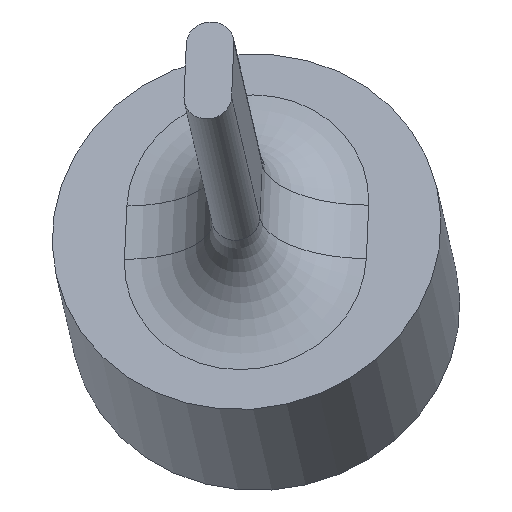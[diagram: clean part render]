
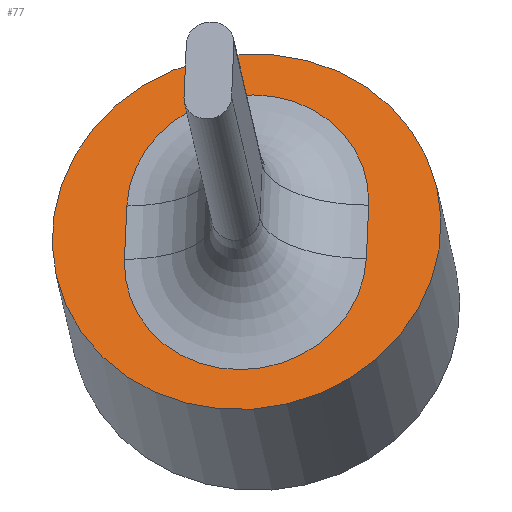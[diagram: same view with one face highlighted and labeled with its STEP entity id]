
A CAD part, top view. The second image highlights one B-rep face of the part: STEP entity #77.
In plain terms, the highlighted planar face has unit normal (-0.096, 0.413, 0.906).
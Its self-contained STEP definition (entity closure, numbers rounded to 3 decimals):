
#77 = ADVANCED_FACE( '', ( #93, #94 ), #95, .F. );
#93 = FACE_OUTER_BOUND( '', #120, .T. );
#94 = FACE_BOUND( '', #121, .T. );
#95 = PLANE( '', #122 );
#120 = EDGE_LOOP( '', ( #157, #158 ) );
#121 = EDGE_LOOP( '', ( #159, #160, #161, #162 ) );
#122 = AXIS2_PLACEMENT_3D( '', #163, #164, #165 );
#157 = ORIENTED_EDGE( '', *, *, #242, .F. );
#158 = ORIENTED_EDGE( '', *, *, #243, .F. );
#159 = ORIENTED_EDGE( '', *, *, #244, .F. );
#160 = ORIENTED_EDGE( '', *, *, #238, .F. );
#161 = ORIENTED_EDGE( '', *, *, #245, .F. );
#162 = ORIENTED_EDGE( '', *, *, #246, .F. );
#163 = CARTESIAN_POINT( '', ( 84.118, -360.442, -791.294 ) );
#164 = DIRECTION( '', ( 0.096, -0.413, -0.906 ) );
#165 = DIRECTION( '', ( 0., -0.91, 0.415 ) );
#238 = EDGE_CURVE( '', #268, #269, #270, .T. );
#242 = EDGE_CURVE( '', #275, #276, #277, .T. );
#243 = EDGE_CURVE( '', #276, #275, #278, .T. );
#244 = EDGE_CURVE( '', #269, #279, #280, .T. );
#245 = EDGE_CURVE( '', #281, #268, #282, .T. );
#246 = EDGE_CURVE( '', #279, #281, #283, .T. );
#268 = VERTEX_POINT( '', #312 );
#269 = VERTEX_POINT( '', #313 );
#270 = LINE( '', #314, #315 );
#275 = VERTEX_POINT( '', #321 );
#276 = VERTEX_POINT( '', #322 );
#277 = CIRCLE( '', #323, 20. );
#278 = CIRCLE( '', #324, 20. );
#279 = VERTEX_POINT( '', #325 );
#280 = CIRCLE( '', #326, 12.45 );
#281 = VERTEX_POINT( '', #327 );
#282 = CIRCLE( '', #328, 12.45 );
#283 = LINE( '', #329, #330 );
#312 = CARTESIAN_POINT( '', ( 5479.682, -758.791, -36.273 ) );
#313 = CARTESIAN_POINT( '', ( 5479.92, -753.325, -38.737 ) );
#314 = CARTESIAN_POINT( '', ( 5479.928, -753.138, -38.822 ) );
#315 = VECTOR( '', #364, 1000. );
#321 = CARTESIAN_POINT( '', ( 5447.944, -760.602, -38.822 ) );
#322 = CARTESIAN_POINT( '', ( 5486.897, -751.511, -38.822 ) );
#323 = AXIS2_PLACEMENT_3D( '', #372, #373, #374 );
#324 = AXIS2_PLACEMENT_3D( '', #375, #376, #377 );
#325 = CARTESIAN_POINT( '', ( 5455.155, -753.414, -41.329 ) );
#326 = AXIS2_PLACEMENT_3D( '', #378, #379, #380 );
#327 = CARTESIAN_POINT( '', ( 5454.917, -758.879, -38.865 ) );
#328 = AXIS2_PLACEMENT_3D( '', #381, #382, #383 );
#329 = CARTESIAN_POINT( '', ( 5454.913, -758.976, -38.822 ) );
#330 = VECTOR( '', #384, 1000. );
#364 = DIRECTION( '', ( 0.04, 0.911, -0.411 ) );
#372 = CARTESIAN_POINT( '', ( 5467.42, -756.057, -38.822 ) );
#373 = DIRECTION( '', ( 0.096, -0.413, -0.906 ) );
#374 = DIRECTION( '', ( 0.995, 0.04, 0.088 ) );
#375 = CARTESIAN_POINT( '', ( 5467.42, -756.057, -38.822 ) );
#376 = DIRECTION( '', ( 0.096, -0.413, -0.906 ) );
#377 = DIRECTION( '', ( 0.995, 0.04, 0.088 ) );
#378 = CARTESIAN_POINT( '', ( 5467.538, -753.369, -40.033 ) );
#379 = DIRECTION( '', ( -0.096, 0.413, 0.906 ) );
#380 = DIRECTION( '', ( 0.995, 0.04, 0.088 ) );
#381 = CARTESIAN_POINT( '', ( 5467.299, -758.835, -37.569 ) );
#382 = DIRECTION( '', ( -0.096, 0.413, 0.906 ) );
#383 = DIRECTION( '', ( 0.995, 0.04, 0.088 ) );
#384 = DIRECTION( '', ( -0.04, -0.911, 0.411 ) );
